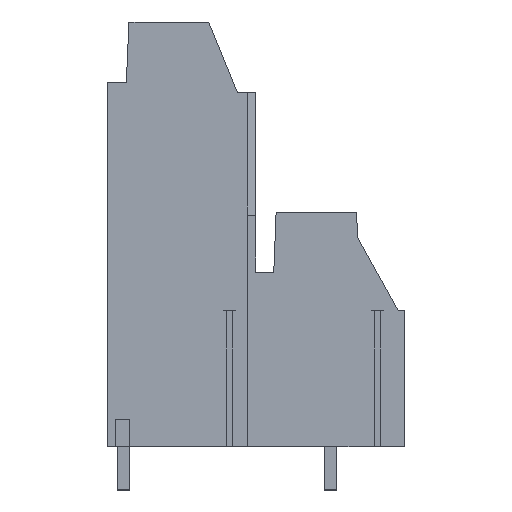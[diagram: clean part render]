
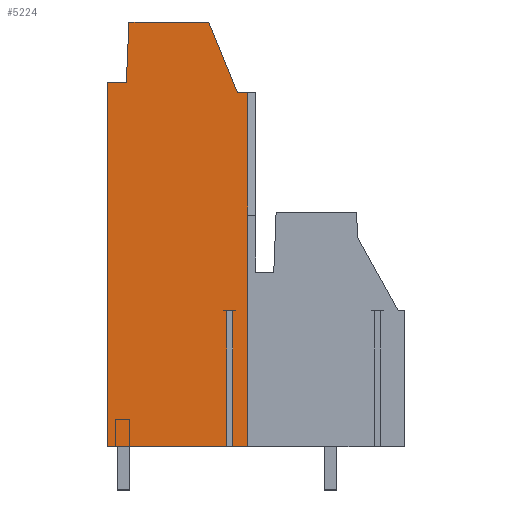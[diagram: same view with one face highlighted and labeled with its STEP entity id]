
A CAD part, left-side view. The second image highlights one B-rep face of the part: STEP entity #5224.
In plain terms, the highlighted planar face has unit normal (-1, 0, 0).
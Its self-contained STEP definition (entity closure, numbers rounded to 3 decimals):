
#5149=AXIS2_PLACEMENT_3D('Plane Axis2P3D',#5146,#5147,#5148) ;
#902=CARTESIAN_POINT('Vertex',(0.,21.94,3.2)) ;
#1094=CARTESIAN_POINT('Vertex',(0.,11.574,3.2)) ;
#1097=CARTESIAN_POINT('Line Origine',(0.,12.12,3.2)) ;
#1101=CARTESIAN_POINT('Vertex',(0.,12.665,3.2)) ;
#1150=CARTESIAN_POINT('Vertex',(0.,13.115,3.2)) ;
#1153=CARTESIAN_POINT('Line Origine',(0.,17.528,3.2)) ;
#1530=CARTESIAN_POINT('Vertex',(0.,11.574,29.26)) ;
#1533=CARTESIAN_POINT('Line Origine',(0.,11.574,16.23)) ;
#5146=CARTESIAN_POINT('Axis2P3D Location',(0.,11.,17.2)) ;
#5151=CARTESIAN_POINT('Line Origine',(0.,21.94,16.625)) ;
#5155=CARTESIAN_POINT('Vertex',(0.,21.94,30.05)) ;
#5158=CARTESIAN_POINT('Line Origine',(0.,13.115,8.2)) ;
#5162=CARTESIAN_POINT('Vertex',(0.,13.115,13.2)) ;
#5165=CARTESIAN_POINT('Line Origine',(0.,12.89,13.2)) ;
#5169=CARTESIAN_POINT('Vertex',(0.,12.665,13.2)) ;
#5172=CARTESIAN_POINT('Line Origine',(0.,12.665,8.2)) ;
#5177=CARTESIAN_POINT('Line Origine',(0.,11.956,29.26)) ;
#5181=CARTESIAN_POINT('Vertex',(0.,12.337,29.26)) ;
#5184=CARTESIAN_POINT('Line Origine',(0.,13.393,31.865)) ;
#5188=CARTESIAN_POINT('Vertex',(0.,14.449,34.47)) ;
#5191=CARTESIAN_POINT('Line Origine',(0.,17.389,34.47)) ;
#5195=CARTESIAN_POINT('Vertex',(0.,20.328,34.47)) ;
#5198=CARTESIAN_POINT('Line Origine',(0.,20.424,32.26)) ;
#5202=CARTESIAN_POINT('Vertex',(0.,20.521,30.05)) ;
#5205=CARTESIAN_POINT('Line Origine',(0.,21.23,30.05)) ;
#1098=DIRECTION('Vector Direction',(0.,1.,0.)) ;
#1154=DIRECTION('Vector Direction',(0.,1.,0.)) ;
#1534=DIRECTION('Vector Direction',(0.,0.,1.)) ;
#5147=DIRECTION('Axis2P3D Direction',(1.,0.,0.)) ;
#5148=DIRECTION('Axis2P3D XDirection',(0.,1.,0.)) ;
#5152=DIRECTION('Vector Direction',(0.,0.,-1.)) ;
#5159=DIRECTION('Vector Direction',(0.,0.,1.)) ;
#5166=DIRECTION('Vector Direction',(0.,1.,0.)) ;
#5173=DIRECTION('Vector Direction',(0.,0.,1.)) ;
#5178=DIRECTION('Vector Direction',(0.,1.,0.)) ;
#5185=DIRECTION('Vector Direction',(0.,0.376,0.927)) ;
#5192=DIRECTION('Vector Direction',(0.,1.,0.)) ;
#5199=DIRECTION('Vector Direction',(0.,-0.044,0.999)) ;
#5206=DIRECTION('Vector Direction',(0.,1.,0.)) ;
#1099=VECTOR('Line Direction',#1098,1.) ;
#1155=VECTOR('Line Direction',#1154,1.) ;
#1535=VECTOR('Line Direction',#1534,1.) ;
#5153=VECTOR('Line Direction',#5152,1.) ;
#5160=VECTOR('Line Direction',#5159,1.) ;
#5167=VECTOR('Line Direction',#5166,1.) ;
#5174=VECTOR('Line Direction',#5173,1.) ;
#5179=VECTOR('Line Direction',#5178,1.) ;
#5186=VECTOR('Line Direction',#5185,1.) ;
#5193=VECTOR('Line Direction',#5192,1.) ;
#5200=VECTOR('Line Direction',#5199,1.) ;
#5207=VECTOR('Line Direction',#5206,1.) ;
#5211=ORIENTED_EDGE('',*,*,#5157,.T.) ;
#5212=ORIENTED_EDGE('',*,*,#1157,.F.) ;
#5213=ORIENTED_EDGE('',*,*,#5164,.T.) ;
#5214=ORIENTED_EDGE('',*,*,#5171,.F.) ;
#5215=ORIENTED_EDGE('',*,*,#5176,.F.) ;
#5216=ORIENTED_EDGE('',*,*,#1103,.F.) ;
#5217=ORIENTED_EDGE('',*,*,#1537,.T.) ;
#5218=ORIENTED_EDGE('',*,*,#5183,.T.) ;
#5219=ORIENTED_EDGE('',*,*,#5190,.T.) ;
#5220=ORIENTED_EDGE('',*,*,#5197,.T.) ;
#5221=ORIENTED_EDGE('',*,*,#5204,.F.) ;
#5222=ORIENTED_EDGE('',*,*,#5209,.T.) ;
#5224=ADVANCED_FACE('housing',(#5223),#5150,.F.) ;
#1103=EDGE_CURVE('',#1095,#1102,#1100,.T.) ;
#1157=EDGE_CURVE('',#1151,#903,#1156,.T.) ;
#1537=EDGE_CURVE('',#1095,#1531,#1536,.T.) ;
#5157=EDGE_CURVE('',#5156,#903,#5154,.T.) ;
#5164=EDGE_CURVE('',#1151,#5163,#5161,.T.) ;
#5171=EDGE_CURVE('',#5170,#5163,#5168,.T.) ;
#5176=EDGE_CURVE('',#1102,#5170,#5175,.T.) ;
#5183=EDGE_CURVE('',#1531,#5182,#5180,.T.) ;
#5190=EDGE_CURVE('',#5182,#5189,#5187,.T.) ;
#5197=EDGE_CURVE('',#5189,#5196,#5194,.T.) ;
#5204=EDGE_CURVE('',#5203,#5196,#5201,.T.) ;
#5209=EDGE_CURVE('',#5203,#5156,#5208,.T.) ;
#5210=EDGE_LOOP('',(#5211,#5212,#5213,#5214,#5215,#5216,#5217,#5218,#5219,#5220,#5221,#5222)) ;
#5223=FACE_OUTER_BOUND('',#5210,.T.) ;
#1100=LINE('Line',#1097,#1099) ;
#1156=LINE('Line',#1153,#1155) ;
#1536=LINE('Line',#1533,#1535) ;
#5154=LINE('Line',#5151,#5153) ;
#5161=LINE('Line',#5158,#5160) ;
#5168=LINE('Line',#5165,#5167) ;
#5175=LINE('Line',#5172,#5174) ;
#5180=LINE('Line',#5177,#5179) ;
#5187=LINE('Line',#5184,#5186) ;
#5194=LINE('Line',#5191,#5193) ;
#5201=LINE('Line',#5198,#5200) ;
#5208=LINE('Line',#5205,#5207) ;
#5150=PLANE('',#5149) ;
#903=VERTEX_POINT('',#902) ;
#1095=VERTEX_POINT('',#1094) ;
#1102=VERTEX_POINT('',#1101) ;
#1151=VERTEX_POINT('',#1150) ;
#1531=VERTEX_POINT('',#1530) ;
#5156=VERTEX_POINT('',#5155) ;
#5163=VERTEX_POINT('',#5162) ;
#5170=VERTEX_POINT('',#5169) ;
#5182=VERTEX_POINT('',#5181) ;
#5189=VERTEX_POINT('',#5188) ;
#5196=VERTEX_POINT('',#5195) ;
#5203=VERTEX_POINT('',#5202) ;
